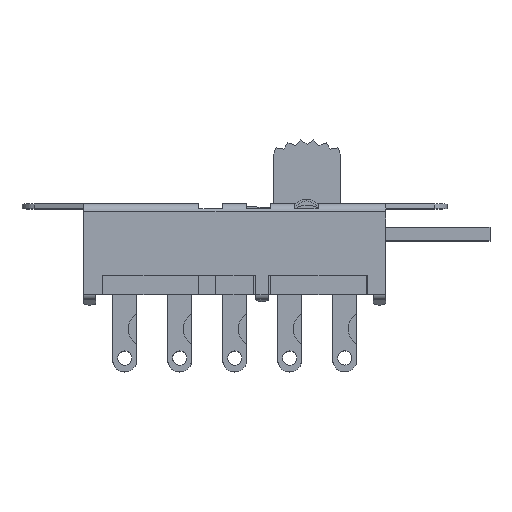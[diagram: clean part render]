
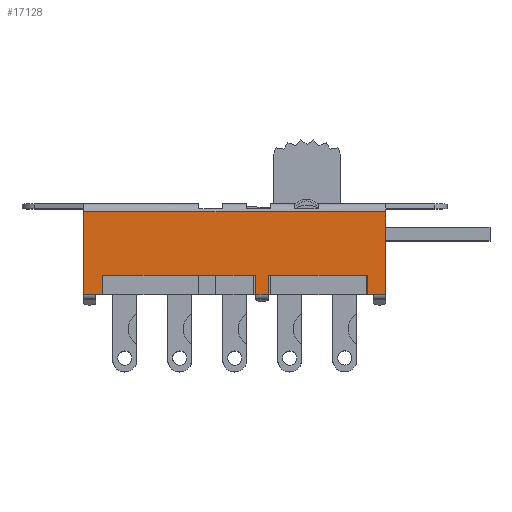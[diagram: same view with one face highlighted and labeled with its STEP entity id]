
A CAD part, top view. The second image highlights one B-rep face of the part: STEP entity #17128.
In plain terms, the highlighted planar face has unit normal (0, 0, 1).
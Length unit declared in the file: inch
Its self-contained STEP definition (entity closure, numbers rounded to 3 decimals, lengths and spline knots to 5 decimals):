
#1210=FACE_OUTER_BOUND('',#2021,.T.);
#2021=EDGE_LOOP('',(#12836,#12837,#12838,#12839,#12840,#12841,#12842,#12843,
#12844,#12845,#12846,#12847,#12848,#12849));
#3327=LINE('',#25676,#5276);
#3337=LINE('',#25734,#5286);
#3451=LINE('',#26036,#5400);
#3465=LINE('',#26071,#5414);
#3502=LINE('',#26146,#5451);
#3506=LINE('',#26154,#5455);
#3515=LINE('',#26171,#5464);
#3516=LINE('',#26174,#5465);
#3517=LINE('',#26176,#5466);
#3518=LINE('',#26177,#5467);
#3519=LINE('',#26179,#5468);
#3520=LINE('',#26181,#5469);
#3521=LINE('',#26182,#5470);
#3522=LINE('',#26183,#5471);
#5276=VECTOR('',#20751,0.3937);
#5286=VECTOR('',#20773,0.3937);
#5400=VECTOR('',#21067,0.3937);
#5414=VECTOR('',#21097,0.3937);
#5451=VECTOR('',#21168,0.3937);
#5455=VECTOR('',#21174,0.3937);
#5464=VECTOR('',#21189,0.3937);
#5465=VECTOR('',#21192,0.3937);
#5466=VECTOR('',#21193,0.3937);
#5467=VECTOR('',#21194,0.3937);
#5468=VECTOR('',#21195,0.3937);
#5469=VECTOR('',#21196,0.3937);
#5470=VECTOR('',#21197,0.3937);
#5471=VECTOR('',#21198,0.3937);
#7210=VERTEX_POINT('',#25673);
#7211=VERTEX_POINT('',#25675);
#7224=VERTEX_POINT('',#25731);
#7225=VERTEX_POINT('',#25733);
#7244=VERTEX_POINT('',#25777);
#7322=VERTEX_POINT('',#26033);
#7323=VERTEX_POINT('',#26035);
#7357=VERTEX_POINT('',#26144);
#7359=VERTEX_POINT('',#26151);
#7360=VERTEX_POINT('',#26153);
#7366=VERTEX_POINT('',#26173);
#7367=VERTEX_POINT('',#26175);
#7368=VERTEX_POINT('',#26178);
#7369=VERTEX_POINT('',#26180);
#9132=EDGE_CURVE('',#7211,#7210,#3327,.T.);
#9149=EDGE_CURVE('',#7225,#7224,#3337,.T.);
#9306=EDGE_CURVE('',#7323,#7322,#3451,.T.);
#9325=EDGE_CURVE('',#7225,#7322,#3465,.T.);
#9366=EDGE_CURVE('',#7357,#7224,#3502,.T.);
#9370=EDGE_CURVE('',#7360,#7359,#3506,.T.);
#9380=EDGE_CURVE('',#7360,#7210,#3515,.T.);
#9381=EDGE_CURVE('',#7357,#7366,#3516,.T.);
#9382=EDGE_CURVE('',#7366,#7367,#3517,.T.);
#9383=EDGE_CURVE('',#7367,#7211,#3518,.T.);
#9384=EDGE_CURVE('',#7359,#7368,#3519,.T.);
#9385=EDGE_CURVE('',#7368,#7369,#3520,.T.);
#9386=EDGE_CURVE('',#7369,#7244,#3521,.T.);
#9387=EDGE_CURVE('',#7323,#7244,#3522,.T.);
#12836=ORIENTED_EDGE('',*,*,#9325,.F.);
#12837=ORIENTED_EDGE('',*,*,#9149,.T.);
#12838=ORIENTED_EDGE('',*,*,#9366,.F.);
#12839=ORIENTED_EDGE('',*,*,#9381,.T.);
#12840=ORIENTED_EDGE('',*,*,#9382,.T.);
#12841=ORIENTED_EDGE('',*,*,#9383,.T.);
#12842=ORIENTED_EDGE('',*,*,#9132,.T.);
#12843=ORIENTED_EDGE('',*,*,#9380,.F.);
#12844=ORIENTED_EDGE('',*,*,#9370,.T.);
#12845=ORIENTED_EDGE('',*,*,#9384,.T.);
#12846=ORIENTED_EDGE('',*,*,#9385,.T.);
#12847=ORIENTED_EDGE('',*,*,#9386,.T.);
#12848=ORIENTED_EDGE('',*,*,#9387,.F.);
#12849=ORIENTED_EDGE('',*,*,#9306,.T.);
#15700=PLANE('',#18236);
#17128=ADVANCED_FACE('',(#1210),#15700,.T.);
#18236=AXIS2_PLACEMENT_3D('',#26172,#21190,#21191);
#20751=DIRECTION('',(0.,-1.,0.));
#20773=DIRECTION('',(0.,-1.,0.));
#21067=DIRECTION('',(0.,1.,0.));
#21097=DIRECTION('',(1.,0.,0.));
#21168=DIRECTION('',(-1.,0.,0.));
#21174=DIRECTION('',(0.,1.,0.));
#21189=DIRECTION('',(-1.,0.,0.));
#21190=DIRECTION('center_axis',(0.,0.,
1.));
#21191=DIRECTION('ref_axis',(1.,0.,0.));
#21192=DIRECTION('',(1.,0.,0.));
#21193=DIRECTION('',(0.,1.,0.));
#21194=DIRECTION('',(1.,0.,0.));
#21195=DIRECTION('',(1.,0.,0.));
#21196=DIRECTION('',(0.,-1.,0.));
#21197=DIRECTION('',(1.,0.,0.));
#21198=DIRECTION('',(-1.,0.,0.));
#25673=CARTESIAN_POINT('',(0.069,-0.07989,-0.24649));
#25675=CARTESIAN_POINT('',(0.069,-0.01789,-0.24649));
#25676=CARTESIAN_POINT('',(0.069,-0.12889,-0.24649));
#25731=CARTESIAN_POINT('',(-0.489,-0.07989,-0.24649));
#25733=CARTESIAN_POINT('',(-0.489,0.18711,-0.24649));
#25734=CARTESIAN_POINT('',(-0.489,0.21311,-0.24649));
#25777=CARTESIAN_POINT('',(0.449,-0.07989,-0.24649));
#26033=CARTESIAN_POINT('',(0.489,0.18711,-0.24649));
#26035=CARTESIAN_POINT('',(0.489,-0.07989,-0.24649));
#26036=CARTESIAN_POINT('',(0.489,0.21311,-0.24649));
#26071=CARTESIAN_POINT('',(0.,0.18711,-0.24649));
#26144=CARTESIAN_POINT('',(-0.449,-0.07989,-0.24649));
#26146=CARTESIAN_POINT('',(0.,-0.07989,-0.24649));
#26151=CARTESIAN_POINT('',(0.109,-0.01789,-0.24649));
#26153=CARTESIAN_POINT('',(0.109,-0.07989,-0.24649));
#26154=CARTESIAN_POINT('',(0.109,-0.08139,-0.24649));
#26171=CARTESIAN_POINT('',(0.,-0.07989,-0.24649));
#26172=CARTESIAN_POINT('Origin',(0.,-0.14489,
-0.24649));
#26173=CARTESIAN_POINT('',(-0.429,-0.07989,-0.24649));
#26174=CARTESIAN_POINT('',(-0.2145,-0.07989,-0.24649));
#26175=CARTESIAN_POINT('',(-0.429,-0.01789,-0.24649));
#26176=CARTESIAN_POINT('',(-0.429,-0.08139,-0.24649));
#26177=CARTESIAN_POINT('',(0.0345,-0.01789,-0.24649));
#26178=CARTESIAN_POINT('',(0.429,-0.01789,-0.24649));
#26179=CARTESIAN_POINT('',(0.2145,-0.01789,-0.24649));
#26180=CARTESIAN_POINT('',(0.429,-0.07989,-0.24649));
#26181=CARTESIAN_POINT('',(0.429,-0.11239,-0.24649));
#26182=CARTESIAN_POINT('',(0.2245,-0.07989,-0.24649));
#26183=CARTESIAN_POINT('',(0.,-0.07989,-0.24649));
